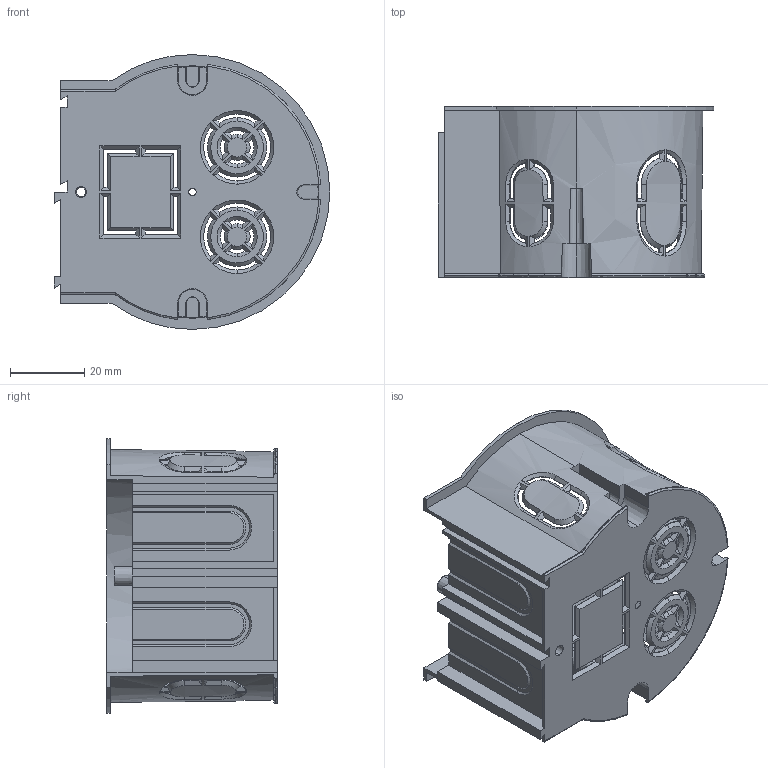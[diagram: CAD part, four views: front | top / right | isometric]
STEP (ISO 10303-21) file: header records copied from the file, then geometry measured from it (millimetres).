
FILE_DESCRIPTION (( 'STEP AP203' ), '1' );
FILE_NAME ('ﾑ3ﾌ5.STEP', '2021-11-20T14:16:24', ( 'I54570' ), ( '' ), 'SwSTEP 2.0', 'SolidWorks 2014', '' );
FILE_SCHEMA (( 'CONFIG_CONTROL_DESIGN' ));
Length unit declared in the file: millimetre
Products named in the file (1): ﾑ3ﾌ5
Bounding box: 74.25 x 46 x 74 mm (x, y, z)
Volume: 17463.5 mm3; surface area: 32921.7 mm2
Topology: 1 solids, 1 shells, 525 faces, 1455 edges, 936 vertices
Faces by surface type: plane 258, cone 95, cylinder 84, bspline 80, torus 8
Entity records: 19432 total; most frequent: CARTESIAN_POINT 6853, ORIENTED_EDGE 2910, DIRECTION 2123, EDGE_CURVE 1455, VERTEX_POINT 936, AXIS2_PLACEMENT_3D 752, VECTOR 619, LINE 619
